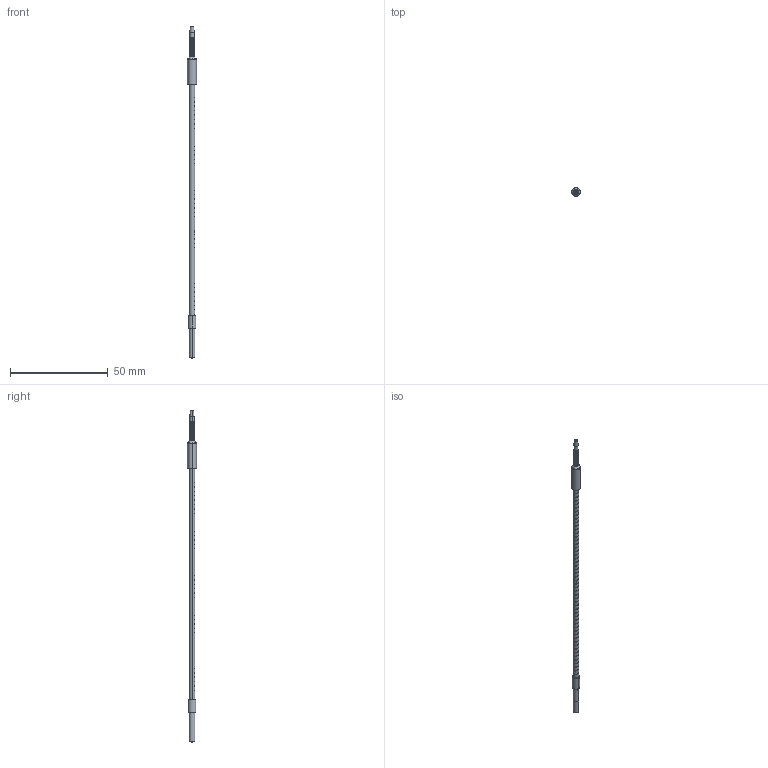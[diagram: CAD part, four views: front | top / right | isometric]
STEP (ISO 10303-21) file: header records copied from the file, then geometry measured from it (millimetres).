
FILE_DESCRIPTION((''),'2;1');
FILE_NAME('166377_ASM','2016-01-05T',('pdmadmin'),(''),'PRO/ENGINEER BY PARAMETRIC TECHNOLOGY CORPORATION, 2013230','PRO/ENGINEER BY PARAMETRIC TECHNOLOGY CORPORATION, 2013230','');
FILE_SCHEMA(('CONFIG_CONTROL_DESIGN'));
Length unit declared in the file: millimetre
Products named in the file (6): 111433; 58193; 110533; 110532; FIBER_CORE_1MM; 166377_ASM
Assembly tree (5 placements, depth 2):
  166377_ASM
    111433
    58193
    110533
    110532
    FIBER_CORE_1MM
Bounding box: 4.6 x 4.6 x 169.49 mm (x, y, z)
Volume: 716.6 mm3; surface area: 5248.9 mm2
Topology: 6 solids, 7 shells, 510 faces, 1018 edges, 520 vertices
Faces by surface type: torus 200, cone 138, cylinder 94, bspline 66, plane 12
Entity records: 25244 total; most frequent: CARTESIAN_POINT 14542, DIRECTION 2522, ORIENTED_EDGE 2032, AXIS2_PLACEMENT_3D 1115, EDGE_CURVE 1018, CIRCLE 658, VERTEX_POINT 520, EDGE_LOOP 516
